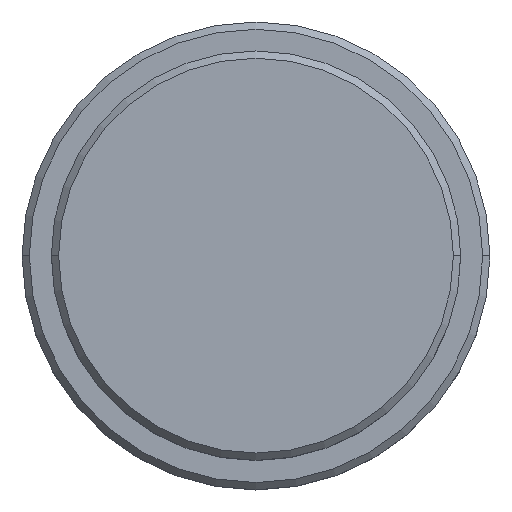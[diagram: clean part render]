
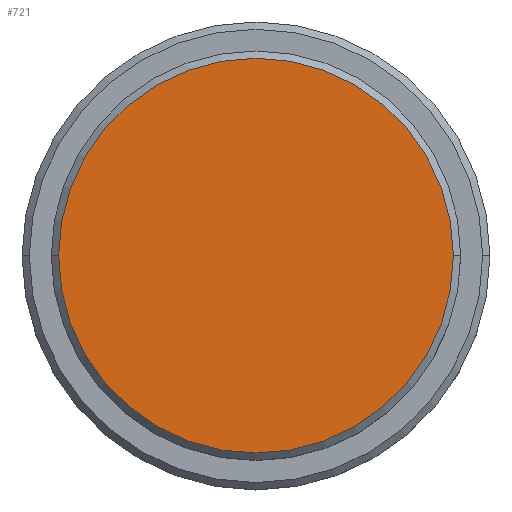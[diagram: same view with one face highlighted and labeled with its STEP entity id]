
A CAD part, top view. The second image highlights one B-rep face of the part: STEP entity #721.
In plain terms, the highlighted planar face has unit normal (0, 0, 1).
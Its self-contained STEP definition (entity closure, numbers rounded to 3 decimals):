
#82 = VERTEX_POINT ( 'NONE', #1128 ) ;
#111 = ORIENTED_EDGE ( 'NONE', *, *, #630, .T. ) ;
#163 = VERTEX_POINT ( 'NONE', #1007 ) ;
#277 = DIRECTION ( 'NONE',  ( 1., 0., 0. ) ) ;
#313 = DIRECTION ( 'NONE',  ( 1., 0., 0. ) ) ;
#407 = DIRECTION ( 'NONE',  ( 1., 0., 0. ) ) ;
#421 = FACE_OUTER_BOUND ( 'NONE', #1378, .T. ) ;
#529 = CARTESIAN_POINT ( 'NONE',  ( 0., 0., 0. ) ) ;
#613 = AXIS2_PLACEMENT_3D ( 'NONE', #1385, #847, #407 ) ;
#618 = DIRECTION ( 'NONE',  ( 0., 0., 1. ) ) ;
#630 = EDGE_CURVE ( 'NONE', #163, #82, #726, .T. ) ;
#703 = AXIS2_PLACEMENT_3D ( 'NONE', #808, #618, #277 ) ;
#709 = EDGE_CURVE ( 'NONE', #82, #163, #792, .T. ) ;
#721 = ADVANCED_FACE ( 'NONE', ( #421 ), #738, .T. ) ;
#726 = CIRCLE ( 'NONE', #703, 13.5 ) ;
#738 = PLANE ( 'NONE',  #830 ) ;
#792 = CIRCLE ( 'NONE', #613, 13.5 ) ;
#808 = CARTESIAN_POINT ( 'NONE',  ( 0., 0., 0. ) ) ;
#830 = AXIS2_PLACEMENT_3D ( 'NONE', #529, #1181, #313 ) ;
#847 = DIRECTION ( 'NONE',  ( 0., 0., 1. ) ) ;
#1007 = CARTESIAN_POINT ( 'NONE',  ( -13.5, 0., 0. ) ) ;
#1128 = CARTESIAN_POINT ( 'NONE',  ( 13.5, 0., 0. ) ) ;
#1181 = DIRECTION ( 'NONE',  ( 0., 0., 1. ) ) ;
#1182 = ORIENTED_EDGE ( 'NONE', *, *, #709, .T. ) ;
#1378 = EDGE_LOOP ( 'NONE', ( #111, #1182 ) ) ;
#1385 = CARTESIAN_POINT ( 'NONE',  ( 0., 0., 0. ) ) ;
